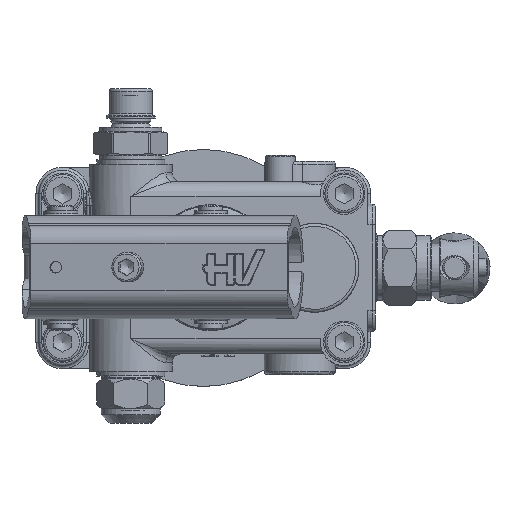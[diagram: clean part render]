
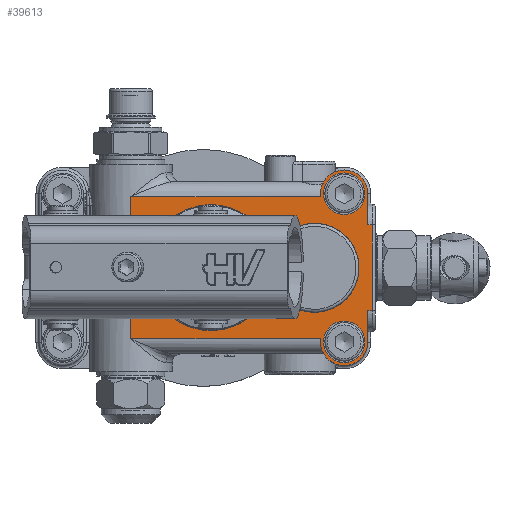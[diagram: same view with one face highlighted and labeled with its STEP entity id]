
A CAD part, top view. The second image highlights one B-rep face of the part: STEP entity #39613.
In plain terms, the highlighted planar face has unit normal (0, 0, 1).
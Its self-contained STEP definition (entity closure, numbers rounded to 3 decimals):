
#38060=CARTESIAN_POINT('',(96.,58.,43.));
#38061=VERTEX_POINT('',#38060);
#38069=CARTESIAN_POINT('',(96.,59.,43.));
#38070=VERTEX_POINT('',#38069);
#38071=CARTESIAN_POINT('',(96.,58.,43.));
#38072=DIRECTION('',(0.0,1.0,0.0));
#38073=VECTOR('',#38072,1.);
#38074=LINE('',#38071,#38073);
#38075=EDGE_CURVE('',#38061,#38070,#38074,.T.);
#38091=CARTESIAN_POINT('',(96.0,10.0,43.));
#38092=VERTEX_POINT('',#38091);
#38102=CARTESIAN_POINT('',(96.0,9.,43.));
#38103=VERTEX_POINT('',#38102);
#38110=CARTESIAN_POINT('',(96.,9.,43.));
#38111=DIRECTION('',(0.0,1.0,0.0));
#38112=VECTOR('',#38111,1.);
#38113=LINE('',#38110,#38112);
#38114=EDGE_CURVE('',#38103,#38092,#38113,.T.);
#38124=CARTESIAN_POINT('',(46.28,21.264,43.));
#38125=VERTEX_POINT('',#38124);
#38126=CARTESIAN_POINT('',(59.,34.0,43.));
#38127=DIRECTION('',(0.0,0.0,1.0));
#38128=DIRECTION('',(0.707,0.708,0.0));
#38129=AXIS2_PLACEMENT_3D('',#38126,#38127,#38128);
#38130=CIRCLE('',#38129,18.);
#38131=EDGE_CURVE('',#38125,#38125,#38130,.T.);
#38293=CARTESIAN_POINT('',(32.,44.122,43.));
#38294=VERTEX_POINT('',#38293);
#38343=CARTESIAN_POINT('',(33.732,41.0,43.));
#38344=VERTEX_POINT('',#38343);
#38352=CARTESIAN_POINT('',(33.732,41.0,43.));
#38353=CARTESIAN_POINT('',(33.732,41.528,43.));
#38354=CARTESIAN_POINT('',(33.438,42.767,43.));
#38355=CARTESIAN_POINT('',(32.582,43.719,43.));
#38356=CARTESIAN_POINT('',(32.,44.122,43.));
#38357=B_SPLINE_CURVE_WITH_KNOTS('',3,(#38352,#38353,#38354,#38355,#38356),.UNSPECIFIED.,.F.,.U.,(4,1,4),(2.696,2.855,3.066),.UNSPECIFIED.);
#38358=EDGE_CURVE('',#38344,#38294,#38357,.T.);
#38370=CARTESIAN_POINT('',(33.732,27.,43.));
#38371=VERTEX_POINT('',#38370);
#38379=CARTESIAN_POINT('',(33.732,27.,43.));
#38380=DIRECTION('',(0.0,1.0,0.0));
#38381=VECTOR('',#38380,14.);
#38382=LINE('',#38379,#38381);
#38383=EDGE_CURVE('',#38371,#38344,#38382,.T.);
#38416=CARTESIAN_POINT('',(32.,23.878,43.));
#38417=VERTEX_POINT('',#38416);
#38425=CARTESIAN_POINT('',(32.,23.878,43.));
#38426=CARTESIAN_POINT('',(32.433,24.178,43.));
#38427=CARTESIAN_POINT('',(33.336,25.067,43.));
#38428=CARTESIAN_POINT('',(33.732,26.29,43.0));
#38429=CARTESIAN_POINT('',(33.732,27.,43.));
#38430=B_SPLINE_CURVE_WITH_KNOTS('',3,(#38425,#38426,#38427,#38428,#38429),.UNSPECIFIED.,.F.,.U.,(4,1,4),(2.696,2.854,3.065),.UNSPECIFIED.);
#38431=EDGE_CURVE('',#38417,#38371,#38430,.T.);
#39135=CARTESIAN_POINT('',(112.0,59.,43.));
#39136=VERTEX_POINT('',#39135);
#39143=CARTESIAN_POINT('',(112.,48.5,43.));
#39144=VERTEX_POINT('',#39143);
#39145=CARTESIAN_POINT('',(112.0,59.,43.));
#39146=DIRECTION('',(0.0,-1.0,0.0));
#39147=VECTOR('',#39146,10.5);
#39148=LINE('',#39145,#39147);
#39149=EDGE_CURVE('',#39136,#39144,#39148,.T.);
#39264=CARTESIAN_POINT('',(112.0,19.5,43.));
#39265=VERTEX_POINT('',#39264);
#39273=CARTESIAN_POINT('',(112.,9.,43.));
#39274=VERTEX_POINT('',#39273);
#39275=CARTESIAN_POINT('',(112.,19.5,43.));
#39276=DIRECTION('',(0.0,-1.0,0.0));
#39277=VECTOR('',#39276,10.5);
#39278=LINE('',#39275,#39277);
#39279=EDGE_CURVE('',#39265,#39274,#39278,.T.);
#39478=CARTESIAN_POINT('',(113.5,48.5,43.));
#39479=VERTEX_POINT('',#39478);
#39489=CARTESIAN_POINT('',(112.,48.5,43.));
#39490=DIRECTION('',(1.0,0.0,0.0));
#39491=VECTOR('',#39490,1.5);
#39492=LINE('',#39489,#39491);
#39493=EDGE_CURVE('',#39144,#39479,#39492,.T.);
#39498=CARTESIAN_POINT('',(104.,34.,43.));
#39499=DIRECTION('',(0.0,0.0,1.0));
#39500=DIRECTION('',(1.0,0.0,0.0));
#39501=AXIS2_PLACEMENT_3D('',#39498,#39499,#39500);
#39502=PLANE('',#39501);
#39503=CARTESIAN_POINT('',(113.5,19.5,43.));
#39504=VERTEX_POINT('',#39503);
#39505=CARTESIAN_POINT('',(113.5,48.5,43.));
#39506=DIRECTION('',(0.0,-1.0,0.0));
#39507=VECTOR('',#39506,29.);
#39508=LINE('',#39505,#39507);
#39509=EDGE_CURVE('',#39479,#39504,#39508,.T.);
#39510=ORIENTED_EDGE('',*,*,#39509,.F.);
#39511=ORIENTED_EDGE('',*,*,#39493,.F.);
#39512=ORIENTED_EDGE('',*,*,#39149,.F.);
#39513=CARTESIAN_POINT('',(104.,59.,43.));
#39514=DIRECTION('',(0.0,0.0,-1.0));
#39515=DIRECTION('',(1.0,0.0,0.0));
#39516=AXIS2_PLACEMENT_3D('',#39513,#39514,#39515);
#39517=CIRCLE('',#39516,8.0);
#39518=EDGE_CURVE('',#38070,#39136,#39517,.T.);
#39519=ORIENTED_EDGE('',*,*,#39518,.F.);
#39520=ORIENTED_EDGE('',*,*,#38075,.F.);
#39521=CARTESIAN_POINT('',(32.,58.,43.));
#39522=VERTEX_POINT('',#39521);
#39523=CARTESIAN_POINT('',(96.,58.,43.));
#39524=DIRECTION('',(-1.0,0.0,0.0));
#39525=VECTOR('',#39524,64.);
#39526=LINE('',#39523,#39525);
#39527=EDGE_CURVE('',#38061,#39522,#39526,.T.);
#39528=ORIENTED_EDGE('',*,*,#39527,.T.);
#39529=CARTESIAN_POINT('',(32.0,44.122,43.0));
#39530=DIRECTION('',(0.0,1.0,0.0));
#39531=VECTOR('',#39530,13.878);
#39532=LINE('',#39529,#39531);
#39533=EDGE_CURVE('',#38294,#39522,#39532,.T.);
#39534=ORIENTED_EDGE('',*,*,#39533,.F.);
#39535=ORIENTED_EDGE('',*,*,#38358,.F.);
#39536=ORIENTED_EDGE('',*,*,#38383,.F.);
#39537=ORIENTED_EDGE('',*,*,#38431,.F.);
#39538=CARTESIAN_POINT('',(32.,10.0,43.));
#39539=VERTEX_POINT('',#39538);
#39540=CARTESIAN_POINT('',(32.0,10.,43.0));
#39541=DIRECTION('',(0.0,1.0,0.0));
#39542=VECTOR('',#39541,13.878);
#39543=LINE('',#39540,#39542);
#39544=EDGE_CURVE('',#39539,#38417,#39543,.T.);
#39545=ORIENTED_EDGE('',*,*,#39544,.F.);
#39546=CARTESIAN_POINT('',(96.0,10.0,43.));
#39547=DIRECTION('',(-1.0,0.0,0.0));
#39548=VECTOR('',#39547,64.);
#39549=LINE('',#39546,#39548);
#39550=EDGE_CURVE('',#38092,#39539,#39549,.T.);
#39551=ORIENTED_EDGE('',*,*,#39550,.F.);
#39552=ORIENTED_EDGE('',*,*,#38114,.F.);
#39553=CARTESIAN_POINT('',(104.0,9.,43.));
#39554=DIRECTION('',(0.0,0.0,-1.0));
#39555=DIRECTION('',(-1.0,0.0,0.0));
#39556=AXIS2_PLACEMENT_3D('',#39553,#39554,#39555);
#39557=CIRCLE('',#39556,8.0);
#39558=EDGE_CURVE('',#39274,#38103,#39557,.T.);
#39559=ORIENTED_EDGE('',*,*,#39558,.F.);
#39560=ORIENTED_EDGE('',*,*,#39279,.F.);
#39561=CARTESIAN_POINT('',(112.0,19.5,43.));
#39562=DIRECTION('',(1.0,0.0,0.0));
#39563=VECTOR('',#39562,1.5);
#39564=LINE('',#39561,#39563);
#39565=EDGE_CURVE('',#39265,#39504,#39564,.T.);
#39566=ORIENTED_EDGE('',*,*,#39565,.T.);
#39567=EDGE_LOOP('',(#39510,#39511,#39512,#39519,#39520,#39528,#39534,#39535,#39536,#39537,#39545,#39551,#39552,#39559,#39560,#39566));
#39568=FACE_OUTER_BOUND('',#39567,.T.);
#39569=CARTESIAN_POINT('',(111.0,9.,43.));
#39570=VERTEX_POINT('',#39569);
#39571=CARTESIAN_POINT('',(104.0,9.,43.));
#39572=DIRECTION('',(0.0,0.0,-1.0));
#39573=DIRECTION('',(1.0,0.0,0.0));
#39574=AXIS2_PLACEMENT_3D('',#39571,#39572,#39573);
#39575=CIRCLE('',#39574,7.);
#39576=EDGE_CURVE('',#39570,#39570,#39575,.T.);
#39577=ORIENTED_EDGE('',*,*,#39576,.T.);
#39578=EDGE_LOOP('',(#39577));
#39579=FACE_BOUND('',#39578,.T.);
#39580=CARTESIAN_POINT('',(111.,59.,43.));
#39581=VERTEX_POINT('',#39580);
#39582=CARTESIAN_POINT('',(104.,59.,43.));
#39583=DIRECTION('',(0.0,0.0,-1.0));
#39584=DIRECTION('',(1.0,0.0,0.0));
#39585=AXIS2_PLACEMENT_3D('',#39582,#39583,#39584);
#39586=CIRCLE('',#39585,7.);
#39587=EDGE_CURVE('',#39581,#39581,#39586,.T.);
#39588=ORIENTED_EDGE('',*,*,#39587,.T.);
#39589=EDGE_LOOP('',(#39588));
#39590=FACE_BOUND('',#39589,.T.);
#39591=CARTESIAN_POINT('',(83.0,44.198,43.));
#39592=VERTEX_POINT('',#39591);
#39593=CARTESIAN_POINT('',(83.0,23.802,43.));
#39594=VERTEX_POINT('',#39593);
#39595=CARTESIAN_POINT('',(94.,34.0,43.));
#39596=DIRECTION('',(0.0,0.0,-1.0));
#39597=DIRECTION('',(-1.0,0.0,0.0));
#39598=AXIS2_PLACEMENT_3D('',#39595,#39596,#39597);
#39599=CIRCLE('',#39598,15.0);
#39600=EDGE_CURVE('',#39592,#39594,#39599,.T.);
#39601=ORIENTED_EDGE('',*,*,#39600,.T.);
#39602=CARTESIAN_POINT('',(83.0,23.802,43.));
#39603=DIRECTION('',(0.0,1.0,0.0));
#39604=VECTOR('',#39603,20.396);
#39605=LINE('',#39602,#39604);
#39606=EDGE_CURVE('',#39594,#39592,#39605,.T.);
#39607=ORIENTED_EDGE('',*,*,#39606,.T.);
#39608=EDGE_LOOP('',(#39601,#39607));
#39609=FACE_BOUND('',#39608,.T.);
#39610=ORIENTED_EDGE('',*,*,#38131,.F.);
#39611=EDGE_LOOP('',(#39610));
#39612=FACE_BOUND('',#39611,.T.);
#39613=ADVANCED_FACE('',(#39568,#39579,#39590,#39609,#39612),#39502,.T.);
